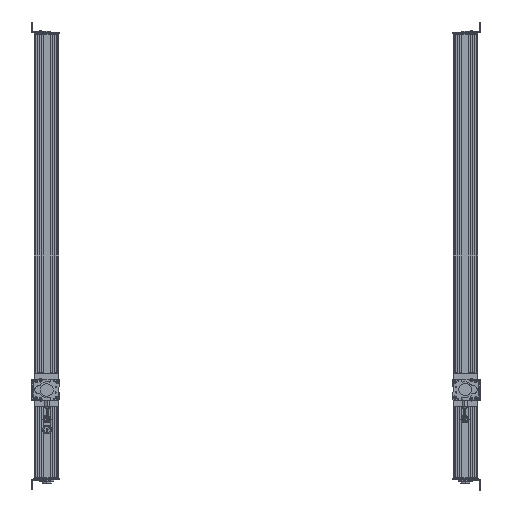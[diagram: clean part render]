
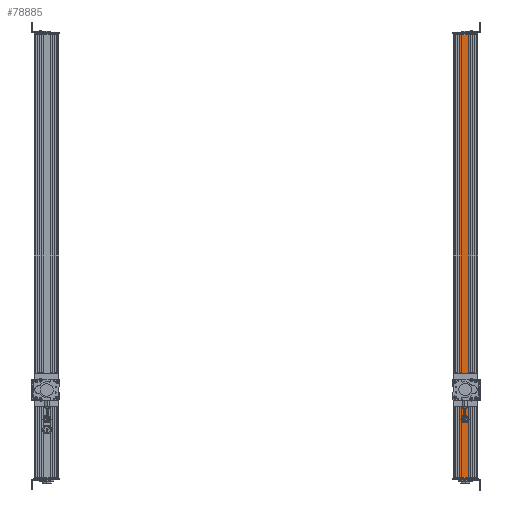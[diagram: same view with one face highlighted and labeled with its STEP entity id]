
A CAD part, left-side view. The second image highlights one B-rep face of the part: STEP entity #78885.
In plain terms, the highlighted planar face has unit normal (-1, 0, 0).
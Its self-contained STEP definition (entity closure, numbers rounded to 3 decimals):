
#78126=CARTESIAN_POINT('Axis2P3D Location',(613.196,133.068,0.)) ;
#78838=CARTESIAN_POINT('Vertex',(613.196,166.01,0.)) ;
#78841=CARTESIAN_POINT('Line Origine',(613.196,166.01,561.)) ;
#78845=CARTESIAN_POINT('Vertex',(613.196,166.01,1122.)) ;
#78860=CARTESIAN_POINT('Line Origine',(613.196,152.389,0.)) ;
#78864=CARTESIAN_POINT('Vertex',(613.196,138.768,0.)) ;
#78867=CARTESIAN_POINT('Line Origine',(613.196,138.768,561.)) ;
#78871=CARTESIAN_POINT('Vertex',(613.196,138.768,1122.)) ;
#78874=CARTESIAN_POINT('Line Origine',(613.196,152.389,1122.)) ;
#78127=DIRECTION('Axis2P3D Direction',(-1.,0.,0.)) ;
#78128=DIRECTION('Axis2P3D XDirection',(0.,-1.,0.)) ;
#78842=DIRECTION('Vector Direction',(0.,0.,1.)) ;
#78861=DIRECTION('Vector Direction',(0.,-1.,0.)) ;
#78868=DIRECTION('Vector Direction',(0.,0.,1.)) ;
#78875=DIRECTION('Vector Direction',(0.,-1.,0.)) ;
#78129=AXIS2_PLACEMENT_3D('Plane Axis2P3D',#78126,#78127,#78128) ;
#78880=ORIENTED_EDGE('',*,*,#78847,.F.) ;
#78881=ORIENTED_EDGE('',*,*,#78866,.T.) ;
#78882=ORIENTED_EDGE('',*,*,#78873,.T.) ;
#78883=ORIENTED_EDGE('',*,*,#78878,.F.) ;
#78843=VECTOR('Line Direction',#78842,1.) ;
#78862=VECTOR('Line Direction',#78861,1.) ;
#78869=VECTOR('Line Direction',#78868,1.) ;
#78876=VECTOR('Line Direction',#78875,1.) ;
#78885=ADVANCED_FACE('Body.2',(#78884),#78130,.T.) ;
#78847=EDGE_CURVE('',#78839,#78846,#78844,.T.) ;
#78866=EDGE_CURVE('',#78839,#78865,#78863,.T.) ;
#78873=EDGE_CURVE('',#78865,#78872,#78870,.T.) ;
#78878=EDGE_CURVE('',#78846,#78872,#78877,.T.) ;
#78879=EDGE_LOOP('',(#78880,#78881,#78882,#78883)) ;
#78884=FACE_OUTER_BOUND('',#78879,.T.) ;
#78844=LINE('Line',#78841,#78843) ;
#78863=LINE('Line',#78860,#78862) ;
#78870=LINE('Line',#78867,#78869) ;
#78877=LINE('Line',#78874,#78876) ;
#78130=PLANE('Plane',#78129) ;
#78839=VERTEX_POINT('',#78838) ;
#78846=VERTEX_POINT('',#78845) ;
#78865=VERTEX_POINT('',#78864) ;
#78872=VERTEX_POINT('',#78871) ;
